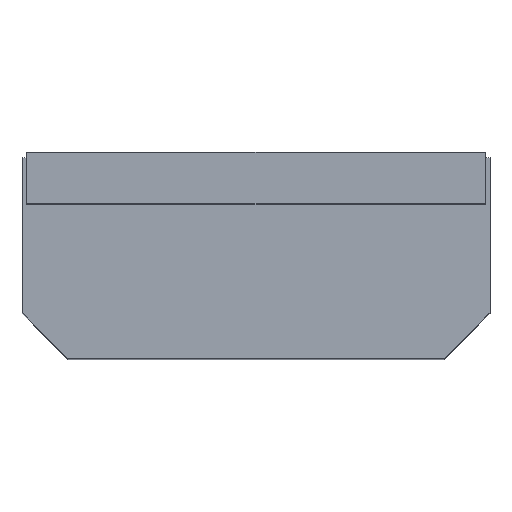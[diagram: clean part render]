
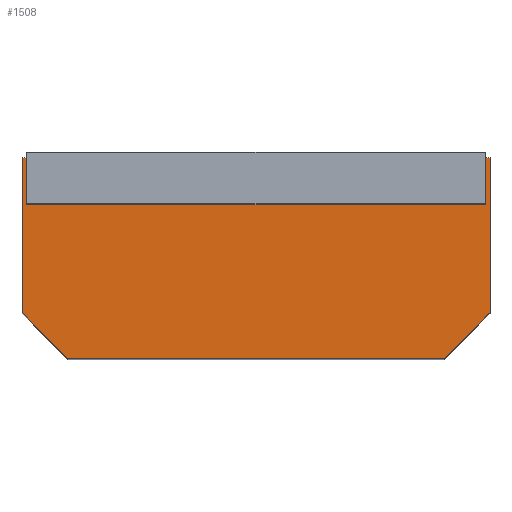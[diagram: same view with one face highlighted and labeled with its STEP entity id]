
A CAD part, top view. The second image highlights one B-rep face of the part: STEP entity #1508.
In plain terms, the highlighted planar face has unit normal (0, 0, 1).
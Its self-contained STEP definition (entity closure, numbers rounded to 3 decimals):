
#1235=CARTESIAN_POINT('',(6.695,-1.727,11.552));
#1234=VERTEX_POINT('',#1235);
#1245=CARTESIAN_POINT('',(-1.615,-1.727,11.552));
#1244=VERTEX_POINT('',#1245);
#1243=EDGE_CURVE('',#1244,#1234,#1248,.T.);
#1248=LINE('',#1245,#1250);
#1250=VECTOR('',#1251,8.311);
#1251=DIRECTION('',(1.0,0.0,0.0));
#1284=CARTESIAN_POINT('',(7.709,-0.714,11.552));
#1283=VERTEX_POINT('',#1284);
#1292=EDGE_CURVE('',#1234,#1283,#1297,.T.);
#1297=LINE('',#1235,#1299);
#1299=VECTOR('',#1300,1.433);
#1300=DIRECTION('',(0.707,0.707,0.0));
#1333=CARTESIAN_POINT('',(7.709,2.718,11.552));
#1332=VERTEX_POINT('',#1333);
#1341=EDGE_CURVE('',#1283,#1332,#1346,.T.);
#1346=LINE('',#1284,#1348);
#1348=VECTOR('',#1349,3.432);
#1349=DIRECTION('',(0.0,1.0,0.0));
#1382=CARTESIAN_POINT('',(-2.629,2.718,11.552));
#1381=VERTEX_POINT('',#1382);
#1390=EDGE_CURVE('',#1332,#1381,#1395,.T.);
#1395=LINE('',#1333,#1397);
#1397=VECTOR('',#1398,10.338);
#1398=DIRECTION('',(-1.0,0.0,0.0));
#1431=CARTESIAN_POINT('',(-2.629,-0.714,11.552));
#1430=VERTEX_POINT('',#1431);
#1439=EDGE_CURVE('',#1381,#1430,#1444,.T.);
#1444=LINE('',#1382,#1446);
#1446=VECTOR('',#1447,3.432);
#1447=DIRECTION('',(0.0,-1.0,0.0));
#1488=EDGE_CURVE('',#1430,#1244,#1493,.T.);
#1493=LINE('',#1431,#1495);
#1495=VECTOR('',#1496,1.433);
#1496=DIRECTION('',(0.707,-0.707,0.0));
#1508=ADVANCED_FACE('',(#1514),#1509,.T.);
#1509=PLANE('',#1510);
#1510=AXIS2_PLACEMENT_3D('',#1511,#1512,#1513);
#1511=CARTESIAN_POINT('',(7.709,2.718,11.552));
#1512=DIRECTION('',(0.0,0.0,1.0));
#1513=DIRECTION('',(0.,1.,0.));
#1514=FACE_OUTER_BOUND('',#1515,.T.);
#1515=EDGE_LOOP('',(#1516,#1526,#1536,#1546,#1556,#1566));
#1516=ORIENTED_EDGE('',*,*,#1390,.T.);
#1526=ORIENTED_EDGE('',*,*,#1439,.T.);
#1536=ORIENTED_EDGE('',*,*,#1488,.T.);
#1546=ORIENTED_EDGE('',*,*,#1243,.T.);
#1556=ORIENTED_EDGE('',*,*,#1292,.T.);
#1566=ORIENTED_EDGE('',*,*,#1341,.T.);
